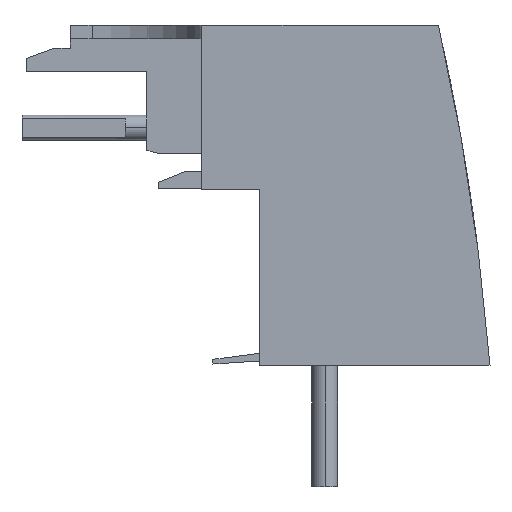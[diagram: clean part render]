
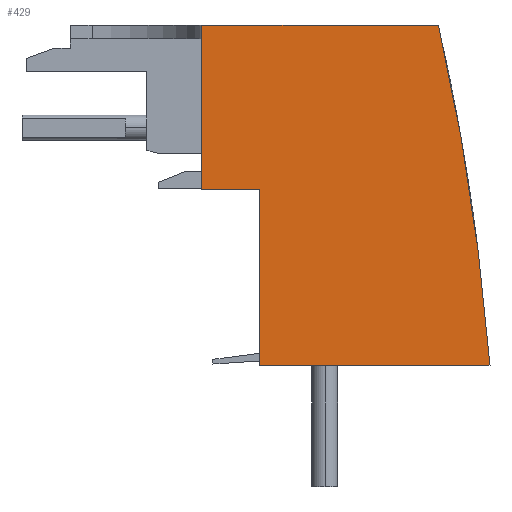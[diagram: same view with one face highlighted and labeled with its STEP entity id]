
A CAD part, front view. The second image highlights one B-rep face of the part: STEP entity #429.
In plain terms, the highlighted planar face has unit normal (0, -1, 0).
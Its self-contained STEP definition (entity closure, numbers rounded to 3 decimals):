
#429=ADVANCED_FACE('NONE',(#1145),#1146,.F.);
#1145=FACE_OUTER_BOUND('',#2122,.T.);
#1146=PLANE('',#2123);
#2122=EDGE_LOOP('',(#5341,#5342,#5343,#5344,#5345,#5346));
#2123=AXIS2_PLACEMENT_3D('',#5347,#5348,#5349);
#5341=ORIENTED_EDGE('',*,*,#7681,.F.);
#5342=ORIENTED_EDGE('',*,*,#7511,.F.);
#5343=ORIENTED_EDGE('',*,*,#7826,.F.);
#5344=ORIENTED_EDGE('',*,*,#7849,.F.);
#5345=ORIENTED_EDGE('',*,*,#7877,.F.);
#5346=ORIENTED_EDGE('',*,*,#7862,.F.);
#5347=CARTESIAN_POINT('',(-176.611,0.0,-6.319));
#5348=DIRECTION('',(0.0,1.0,0.0));
#5349=DIRECTION('',(-1.0,0.0,0.0));
#7511=EDGE_CURVE('NONE',#8713,#8680,#8715,.T.);
#7681=EDGE_CURVE('NONE',#8680,#9052,#9053,.T.);
#7826=EDGE_CURVE('NONE',#9266,#8713,#9268,.T.);
#7849=EDGE_CURVE('NONE',#9306,#9266,#9308,.T.);
#7862=EDGE_CURVE('NONE',#9052,#9327,#9328,.T.);
#7877=EDGE_CURVE('NONE',#9327,#9306,#9355,.T.);
#8680=VERTEX_POINT('NONE',#10467);
#8713=VERTEX_POINT('NONE',#10514);
#8715=LINE('',#10517,#10518);
#9052=VERTEX_POINT('NONE',#11734);
#9053=CIRCLE('',#11735,220.);
#9266=VERTEX_POINT('NONE',#12089);
#9268=LINE('',#12092,#12093);
#9306=VERTEX_POINT('NONE',#12148);
#9308=LINE('',#12151,#12152);
#9327=VERTEX_POINT('NONE',#12181);
#9328=LINE('',#12182,#12183);
#9355=LINE('',#12223,#12224);
#10467=CARTESIAN_POINT('',(38.,0.0,42.075));
#10514=CARTESIAN_POINT('',(16.4,0.0,42.075));
#10517=CARTESIAN_POINT('',(38.,0.0,42.075));
#10518=VECTOR('',#14601,1000.0);
#11734=CARTESIAN_POINT('',(42.7,0.0,11.075));
#11735=AXIS2_PLACEMENT_3D('',#14717,#14718,#14719);
#12089=CARTESIAN_POINT('',(16.4,0.0,27.075));
#12092=CARTESIAN_POINT('',(16.4,0.0,42.075));
#12093=VECTOR('',#14858,1000.0);
#12148=CARTESIAN_POINT('',(21.7,0.0,27.075));
#12151=CARTESIAN_POINT('',(16.4,0.0,27.075));
#12152=VECTOR('',#14880,1000.0);
#12181=CARTESIAN_POINT('',(21.7,0.0,11.075));
#12182=CARTESIAN_POINT('',(24.815,0.0,11.075));
#12183=VECTOR('',#14891,1000.0);
#12223=CARTESIAN_POINT('',(21.7,0.0,11.075));
#12224=VECTOR('',#14905,1000.0);
#14601=DIRECTION('',(1.0,0.0,0.));
#14717=CARTESIAN_POINT('',(-176.611,0.0,-6.319));
#14718=DIRECTION('',(0.0,1.0,0.0));
#14719=DIRECTION('',(-1.0,0.0,0.0));
#14858=DIRECTION('',(0.,0.0,1.0));
#14880=DIRECTION('',(-1.0,0.0,0.));
#14891=DIRECTION('',(-1.0,0.0,0.));
#14905=DIRECTION('',(0.,0.0,1.0));
